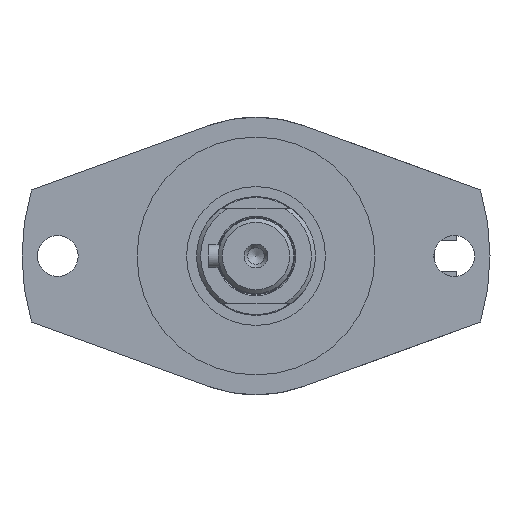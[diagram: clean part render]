
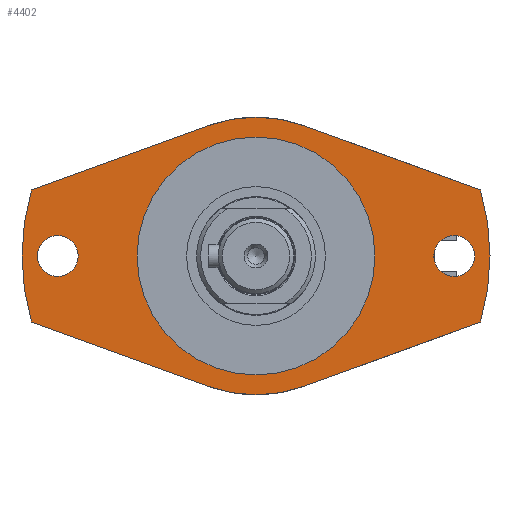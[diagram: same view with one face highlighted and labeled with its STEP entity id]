
A CAD part, left-side view. The second image highlights one B-rep face of the part: STEP entity #4402.
In plain terms, the highlighted planar face has unit normal (-1, 0, 0).
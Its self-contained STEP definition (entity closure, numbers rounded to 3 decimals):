
#362=FACE_BOUND('',#896,.T.);
#363=FACE_BOUND('',#897,.T.);
#364=FACE_BOUND('',#898,.T.);
#443=PLANE('',#4792);
#638=FACE_OUTER_BOUND('',#895,.T.);
#895=EDGE_LOOP('',(#3582,#3583,#3584,#3585,#3586,#3587,#3588,#3589));
#896=EDGE_LOOP('',(#3590));
#897=EDGE_LOOP('',(#3591));
#898=EDGE_LOOP('',(#3592,#3593));
#1156=CIRCLE('',#4774,35.);
#1158=CIRCLE('',#4776,35.);
#1162=CIRCLE('',#4781,5.15);
#1165=CIRCLE('',#4785,5.15);
#1167=CIRCLE('',#4793,59.);
#1168=CIRCLE('',#4794,59.);
#1169=CIRCLE('',#4795,30.);
#1170=CIRCLE('',#4796,30.);
#1381=LINE('',#6934,#1737);
#1384=LINE('',#6940,#1740);
#1388=LINE('',#6947,#1744);
#1391=LINE('',#6953,#1747);
#1737=VECTOR('',#5606,10.);
#1740=VECTOR('',#5611,10.);
#1744=VECTOR('',#5617,10.);
#1747=VECTOR('',#5622,10.);
#2151=VERTEX_POINT('',#6899);
#2152=VERTEX_POINT('',#6901);
#2155=VERTEX_POINT('',#6907);
#2156=VERTEX_POINT('',#6909);
#2160=VERTEX_POINT('',#6919);
#2163=VERTEX_POINT('',#6927);
#2164=VERTEX_POINT('',#6931);
#2167=VERTEX_POINT('',#6939);
#2169=VERTEX_POINT('',#6945);
#2171=VERTEX_POINT('',#6950);
#2172=VERTEX_POINT('',#6959);
#2173=VERTEX_POINT('',#6960);
#2655=EDGE_CURVE('',#2152,#2151,#1156,.T.);
#2659=EDGE_CURVE('',#2156,#2155,#1158,.T.);
#2665=EDGE_CURVE('',#2160,#2160,#1162,.T.);
#2669=EDGE_CURVE('',#2163,#2163,#1165,.T.);
#2671=EDGE_CURVE('',#2151,#2164,#1381,.T.);
#2674=EDGE_CURVE('',#2167,#2156,#1384,.T.);
#2678=EDGE_CURVE('',#2155,#2169,#1388,.T.);
#2681=EDGE_CURVE('',#2171,#2152,#1391,.T.);
#2683=EDGE_CURVE('',#2167,#2164,#1167,.T.);
#2684=EDGE_CURVE('',#2171,#2169,#1168,.T.);
#2685=EDGE_CURVE('',#2172,#2173,#1169,.T.);
#2686=EDGE_CURVE('',#2173,#2172,#1170,.T.);
#3582=ORIENTED_EDGE('',*,*,#2681,.T.);
#3583=ORIENTED_EDGE('',*,*,#2655,.T.);
#3584=ORIENTED_EDGE('',*,*,#2671,.T.);
#3585=ORIENTED_EDGE('',*,*,#2683,.F.);
#3586=ORIENTED_EDGE('',*,*,#2674,.T.);
#3587=ORIENTED_EDGE('',*,*,#2659,.T.);
#3588=ORIENTED_EDGE('',*,*,#2678,.T.);
#3589=ORIENTED_EDGE('',*,*,#2684,.F.);
#3590=ORIENTED_EDGE('',*,*,#2665,.T.);
#3591=ORIENTED_EDGE('',*,*,#2669,.T.);
#3592=ORIENTED_EDGE('',*,*,#2685,.T.);
#3593=ORIENTED_EDGE('',*,*,#2686,.T.);
#4402=ADVANCED_FACE('',(#638,#362,#363,#364),#443,.T.);
#4774=AXIS2_PLACEMENT_3D('',#6902,#5574,#5575);
#4776=AXIS2_PLACEMENT_3D('',#6910,#5580,#5581);
#4781=AXIS2_PLACEMENT_3D('',#6921,#5592,#5593);
#4785=AXIS2_PLACEMENT_3D('',#6929,#5601,#5602);
#4792=AXIS2_PLACEMENT_3D('',#6956,#5627,#5628);
#4793=AXIS2_PLACEMENT_3D('',#6957,#5629,#5630);
#4794=AXIS2_PLACEMENT_3D('',#6958,#5631,#5632);
#4795=AXIS2_PLACEMENT_3D('',#6961,#5633,#5634);
#4796=AXIS2_PLACEMENT_3D('',#6962,#5635,#5636);
#5574=DIRECTION('center_axis',(-1.,0.,0.));
#5575=DIRECTION('ref_axis',(0.,-0.342,0.94));
#5580=DIRECTION('center_axis',(-1.,0.,0.));
#5581=DIRECTION('ref_axis',(0.,0.342,-0.94));
#5592=DIRECTION('center_axis',(1.,0.,0.));
#5593=DIRECTION('ref_axis',(0.,0.,
-1.));
#5601=DIRECTION('center_axis',(1.,0.,0.));
#5602=DIRECTION('ref_axis',(0.,0.,
-1.));
#5606=DIRECTION('',(0.,-0.94,0.342));
#5611=DIRECTION('',(0.,0.94,0.342));
#5617=DIRECTION('',(0.,0.94,-0.342));
#5622=DIRECTION('',(0.,-0.94,-0.342));
#5627=DIRECTION('center_axis',(-1.,0.,0.));
#5628=DIRECTION('ref_axis',(0.,0.,1.));
#5629=DIRECTION('center_axis',(1.,0.,0.));
#5630=DIRECTION('ref_axis',(0.,1.,0.));
#5631=DIRECTION('center_axis',(1.,0.,0.));
#5632=DIRECTION('ref_axis',(0.,1.,0.));
#5633=DIRECTION('center_axis',(1.,0.,0.));
#5634=DIRECTION('ref_axis',(0.,1.,0.));
#5635=DIRECTION('center_axis',(1.,0.,0.));
#5636=DIRECTION('ref_axis',(0.,1.,0.));
#6899=CARTESIAN_POINT('',(-165.5,-11.971,-32.889));
#6901=CARTESIAN_POINT('',(-165.5,11.971,-32.889));
#6902=CARTESIAN_POINT('Origin',(-165.5,0.,0.));
#6907=CARTESIAN_POINT('',(-165.5,11.971,32.889));
#6909=CARTESIAN_POINT('',(-165.5,-11.971,32.889));
#6910=CARTESIAN_POINT('Origin',(-165.5,0.,0.));
#6919=CARTESIAN_POINT('',(-165.5,-50.,5.15));
#6921=CARTESIAN_POINT('Origin',(-165.5,-50.,0.));
#6927=CARTESIAN_POINT('',(-165.5,50.,5.15));
#6929=CARTESIAN_POINT('Origin',(-165.5,50.,0.));
#6931=CARTESIAN_POINT('',(-165.5,-56.604,-16.644));
#6934=CARTESIAN_POINT('',(-165.5,7.677,-40.04));
#6939=CARTESIAN_POINT('',(-165.5,-56.604,16.644));
#6940=CARTESIAN_POINT('',(-165.5,-37.505,23.596));
#6945=CARTESIAN_POINT('',(-165.5,56.604,16.644));
#6947=CARTESIAN_POINT('',(-165.5,31.618,25.738));
#6950=CARTESIAN_POINT('',(-165.5,56.604,-16.644));
#6953=CARTESIAN_POINT('',(-165.5,76.799,-9.294));
#6956=CARTESIAN_POINT('Origin',(-165.5,44.5,0.));
#6957=CARTESIAN_POINT('Origin',(-165.5,0.,0.));
#6958=CARTESIAN_POINT('Origin',(-165.5,0.,0.));
#6959=CARTESIAN_POINT('',(-165.5,30.,0.));
#6960=CARTESIAN_POINT('',(-165.5,-30.,0.));
#6961=CARTESIAN_POINT('Origin',(-165.5,0.,0.));
#6962=CARTESIAN_POINT('Origin',(-165.5,0.,0.));
